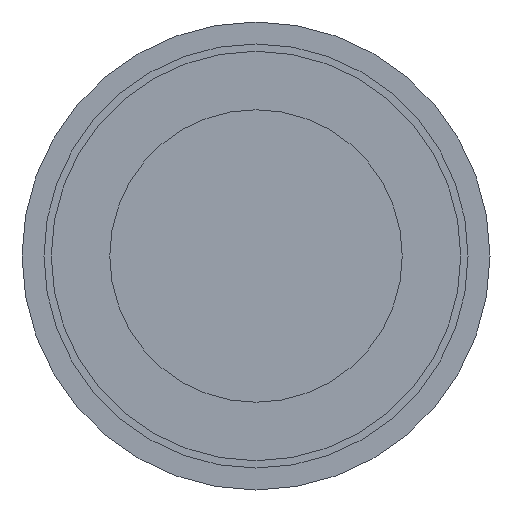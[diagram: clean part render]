
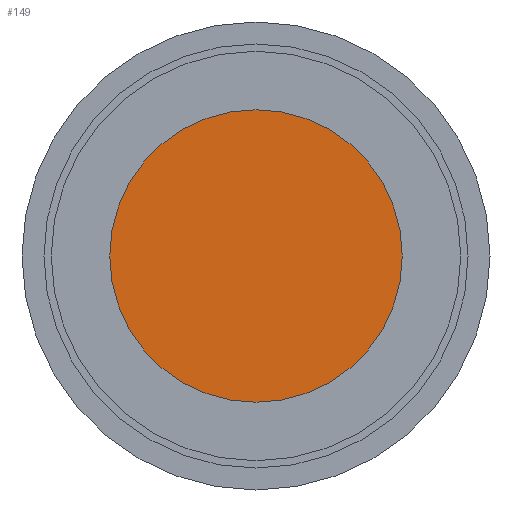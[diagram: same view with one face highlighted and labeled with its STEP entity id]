
A CAD part, left-side view. The second image highlights one B-rep face of the part: STEP entity #149.
In plain terms, the highlighted planar face has unit normal (-1, 0, 0).
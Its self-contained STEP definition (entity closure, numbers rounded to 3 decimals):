
#147=EDGE_CURVE('',#275,#269,#397,.T.);
#149=ADVANCED_FACE('',(#399),#400,.T.);
#231=EDGE_CURVE('',#269,#275,#496,.T.);
#269=VERTEX_POINT('',#538);
#275=VERTEX_POINT('',#544);
#397=CIRCLE('',#672,20.0);
#399=FACE_OUTER_BOUND('',#674,.T.);
#400=PLANE('',#675);
#496=CIRCLE('',#802,20.0);
#538=CARTESIAN_POINT('',(3.3,0.,-20.));
#544=CARTESIAN_POINT('',(3.3,0.,20.));
#672=AXIS2_PLACEMENT_3D('',#1041,#1042,#1043);
#674=EDGE_LOOP('',(#1045,#1046));
#675=AXIS2_PLACEMENT_3D('',#1047,#1048,#1049);
#802=AXIS2_PLACEMENT_3D('',#1194,#1195,#1196);
#1041=CARTESIAN_POINT('',(3.3,0.,0.));
#1042=DIRECTION('',(-1.0,0.0,0.0));
#1043=DIRECTION('',(0.0,0.,1.0));
#1045=ORIENTED_EDGE('',*,*,#147,.T.);
#1046=ORIENTED_EDGE('',*,*,#231,.T.);
#1047=CARTESIAN_POINT('',(3.3,0.,10.));
#1048=DIRECTION('',(-1.0,0.0,0.0));
#1049=DIRECTION('',(0.0,0.,-1.0));
#1194=CARTESIAN_POINT('',(3.3,0.,0.));
#1195=DIRECTION('',(-1.0,0.0,0.0));
#1196=DIRECTION('',(0.0,0.,1.0));
